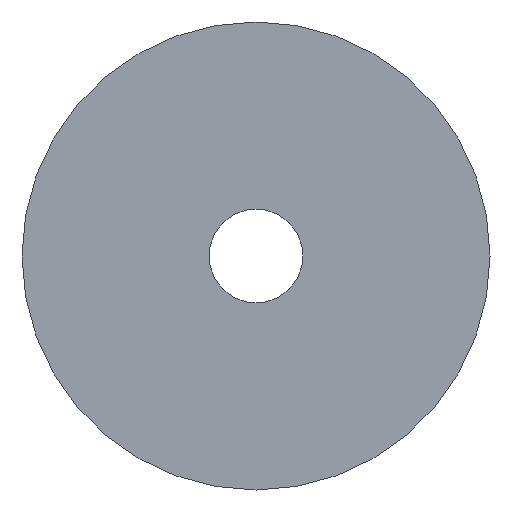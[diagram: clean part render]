
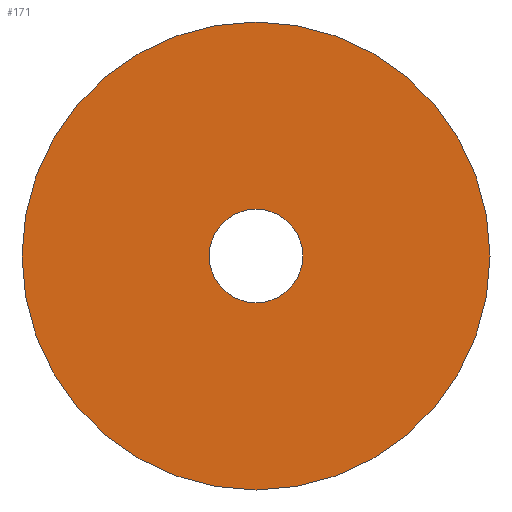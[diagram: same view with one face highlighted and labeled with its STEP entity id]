
A CAD part, front view. The second image highlights one B-rep face of the part: STEP entity #171.
In plain terms, the highlighted planar face has unit normal (0, -1, 0).
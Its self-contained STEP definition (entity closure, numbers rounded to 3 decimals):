
#171 = ADVANCED_FACE( '', ( #190, #191 ), #192, .T. );
#190 = FACE_OUTER_BOUND( '', #230, .T. );
#191 = FACE_BOUND( '', #231, .T. );
#192 = PLANE( '', #232 );
#230 = EDGE_LOOP( '', ( #273 ) );
#231 = EDGE_LOOP( '', ( #274 ) );
#232 = AXIS2_PLACEMENT_3D( '', #275, #276, #277 );
#273 = ORIENTED_EDGE( '', *, *, #331, .T. );
#274 = ORIENTED_EDGE( '', *, *, #328, .F. );
#275 = CARTESIAN_POINT( '', ( 2., 0., 0. ) );
#276 = DIRECTION( '', ( 0., -1., 0. ) );
#277 = DIRECTION( '', ( 0., 0., -1. ) );
#328 = EDGE_CURVE( '', #341, #341, #342, .T. );
#331 = EDGE_CURVE( '', #347, #347, #348, .T. );
#341 = VERTEX_POINT( '', #367 );
#342 = CIRCLE( '', #368, 2. );
#347 = VERTEX_POINT( '', #373 );
#348 = CIRCLE( '', #374, 10. );
#367 = CARTESIAN_POINT( '', ( 0., 0., -2. ) );
#368 = AXIS2_PLACEMENT_3D( '', #393, #394, #395 );
#373 = CARTESIAN_POINT( '', ( 0., 0., -10. ) );
#374 = AXIS2_PLACEMENT_3D( '', #402, #403, #404 );
#393 = CARTESIAN_POINT( '', ( 0., 0., 0. ) );
#394 = DIRECTION( '', ( 0., -1., 0. ) );
#395 = DIRECTION( '', ( 0., 0., -1. ) );
#402 = CARTESIAN_POINT( '', ( 0., 0., 0. ) );
#403 = DIRECTION( '', ( 0., -1., 0. ) );
#404 = DIRECTION( '', ( 0., 0., -1. ) );
